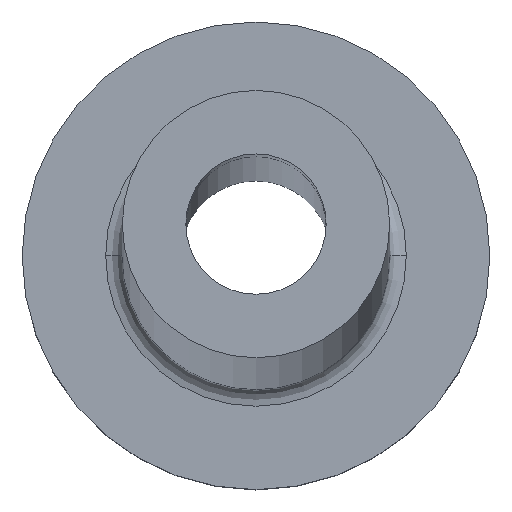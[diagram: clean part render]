
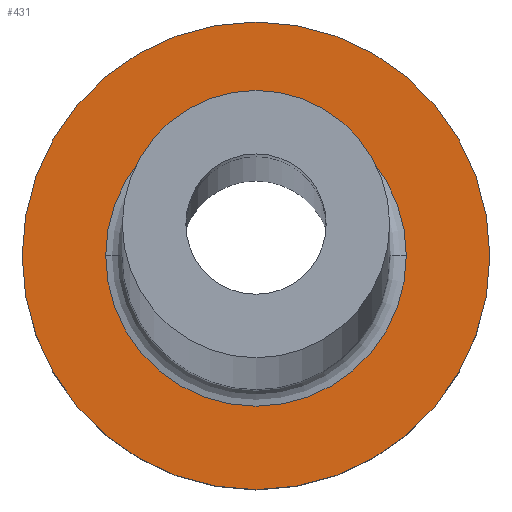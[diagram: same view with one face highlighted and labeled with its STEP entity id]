
A CAD part, top view. The second image highlights one B-rep face of the part: STEP entity #431.
In plain terms, the highlighted planar face has unit normal (0, 0, 1).
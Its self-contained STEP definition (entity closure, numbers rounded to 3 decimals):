
#3 = CIRCLE ( 'NONE', #188, 7. ) ;
#18 = FACE_BOUND ( 'NONE', #82, .T. ) ;
#32 = EDGE_CURVE ( 'NONE', #451, #216, #327, .T. ) ;
#56 = DIRECTION ( 'NONE',  ( 1., 0., 0. ) ) ;
#60 = AXIS2_PLACEMENT_3D ( 'NONE', #200, #232, #374 ) ;
#64 = DIRECTION ( 'NONE',  ( 0., 0., -1. ) ) ;
#82 = EDGE_LOOP ( 'NONE', ( #260, #185 ) ) ;
#104 = DIRECTION ( 'NONE',  ( 0., 0., 1. ) ) ;
#157 = AXIS2_PLACEMENT_3D ( 'NONE', #160, #237, #423 ) ;
#160 = CARTESIAN_POINT ( 'NONE',  ( 0., 0., 5. ) ) ;
#164 = EDGE_LOOP ( 'NONE', ( #331, #395 ) ) ;
#169 = CARTESIAN_POINT ( 'NONE',  ( 4.5, 0., 5. ) ) ;
#185 = ORIENTED_EDGE ( 'NONE', *, *, #226, .T. ) ;
#188 = AXIS2_PLACEMENT_3D ( 'NONE', #381, #104, #56 ) ;
#199 = DIRECTION ( 'NONE',  ( 1., 0., 0. ) ) ;
#200 = CARTESIAN_POINT ( 'NONE',  ( 0., 0., 5. ) ) ;
#216 = VERTEX_POINT ( 'NONE', #459 ) ;
#220 = CARTESIAN_POINT ( 'NONE',  ( 7., 0., 5. ) ) ;
#226 = EDGE_CURVE ( 'NONE', #216, #451, #432, .T. ) ;
#232 = DIRECTION ( 'NONE',  ( 0., 0., -1. ) ) ;
#237 = DIRECTION ( 'NONE',  ( 0., 0., 1. ) ) ;
#239 = CIRCLE ( 'NONE', #157, 7. ) ;
#260 = ORIENTED_EDGE ( 'NONE', *, *, #32, .T. ) ;
#272 = VERTEX_POINT ( 'NONE', #220 ) ;
#277 = CARTESIAN_POINT ( 'NONE',  ( 0., 0., 5. ) ) ;
#301 = CARTESIAN_POINT ( 'NONE',  ( 0., 0., 5. ) ) ;
#304 = FACE_OUTER_BOUND ( 'NONE', #164, .T. ) ;
#314 = DIRECTION ( 'NONE',  ( 0., 0., 1. ) ) ;
#327 = CIRCLE ( 'NONE', #60, 4.5 ) ;
#329 = AXIS2_PLACEMENT_3D ( 'NONE', #277, #64, #461 ) ;
#331 = ORIENTED_EDGE ( 'NONE', *, *, #351, .T. ) ;
#346 = PLANE ( 'NONE',  #399 ) ;
#351 = EDGE_CURVE ( 'NONE', #441, #272, #3, .T. ) ;
#374 = DIRECTION ( 'NONE',  ( 1., 0., 0. ) ) ;
#381 = CARTESIAN_POINT ( 'NONE',  ( 0., 0., 5. ) ) ;
#395 = ORIENTED_EDGE ( 'NONE', *, *, #415, .T. ) ;
#399 = AXIS2_PLACEMENT_3D ( 'NONE', #301, #314, #199 ) ;
#415 = EDGE_CURVE ( 'NONE', #272, #441, #239, .T. ) ;
#423 = DIRECTION ( 'NONE',  ( 1., 0., 0. ) ) ;
#431 = ADVANCED_FACE ( 'NONE', ( #18, #304 ), #346, .T. ) ;
#432 = CIRCLE ( 'NONE', #329, 4.5 ) ;
#441 = VERTEX_POINT ( 'NONE', #456 ) ;
#451 = VERTEX_POINT ( 'NONE', #169 ) ;
#456 = CARTESIAN_POINT ( 'NONE',  ( -7., 0., 5. ) ) ;
#459 = CARTESIAN_POINT ( 'NONE',  ( -4.5, 0., 5. ) ) ;
#461 = DIRECTION ( 'NONE',  ( 1., 0., 0. ) ) ;
